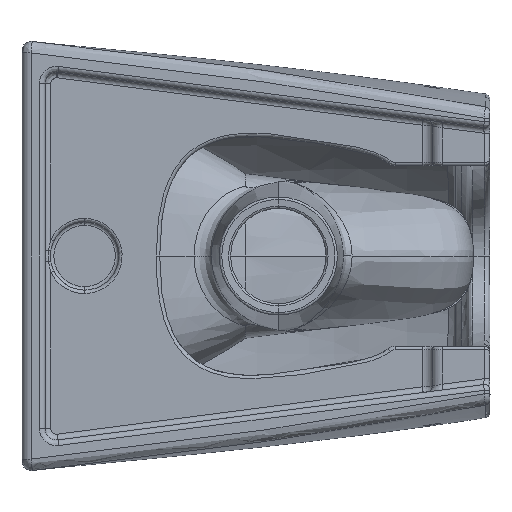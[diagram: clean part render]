
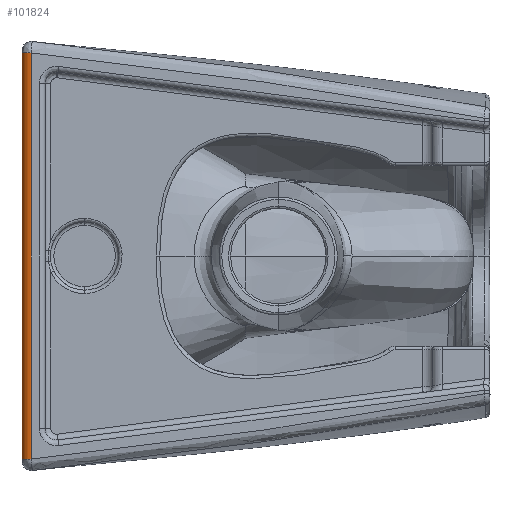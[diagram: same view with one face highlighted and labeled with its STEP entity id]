
A CAD part, left-side view. The second image highlights one B-rep face of the part: STEP entity #101824.
In plain terms, the highlighted cylindrical face has radius 8 mm (diameter 16 mm), a partial arc.
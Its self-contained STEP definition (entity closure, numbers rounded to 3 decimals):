
#5856 = VECTOR ( 'NONE', #37124, 1000. ) ;
#16855 = CARTESIAN_POINT ( 'NONE',  ( 9.65, 400., -356.19 ) ) ;
#23618 = ORIENTED_EDGE ( 'NONE', *, *, #25114, .T. ) ;
#23715 = LINE ( 'NONE', #49676, #5856 ) ;
#25114 = EDGE_CURVE ( 'NONE', #84205, #130023, #150122, .T. ) ;
#37124 = DIRECTION ( 'NONE',  ( 0., 0., 1. ) ) ;
#40385 = FACE_OUTER_BOUND ( 'NONE', #109513, .T. ) ;
#49676 = CARTESIAN_POINT ( 'NONE',  ( 1.65, 400., -2.11 ) ) ;
#50182 = AXIS2_PLACEMENT_3D ( 'NONE', #132524, #116638, #54587 ) ;
#51226 = VECTOR ( 'NONE', #66617, 1000. ) ;
#51652 = ORIENTED_EDGE ( 'NONE', *, *, #70025, .F. ) ;
#54587 = DIRECTION ( 'NONE',  ( 1., 0., 0. ) ) ;
#66617 = DIRECTION ( 'NONE',  ( 0., 0., 1. ) ) ;
#66654 = CARTESIAN_POINT ( 'NONE',  ( 9.65, 408., -2.11 ) ) ;
#67937 = DIRECTION ( 'NONE',  ( 0., 0., 1. ) ) ;
#67994 = DIRECTION ( 'NONE',  ( 0., 0., 1. ) ) ;
#70025 = EDGE_CURVE ( 'NONE', #84205, #152859, #79206, .T. ) ;
#77887 = AXIS2_PLACEMENT_3D ( 'NONE', #16855, #67937, #119070 ) ;
#78121 = CIRCLE ( 'NONE', #123572, 8. ) ;
#79206 = LINE ( 'NONE', #116927, #51226 ) ;
#82223 = DIRECTION ( 'NONE',  ( 1., 0., 0. ) ) ;
#83134 = EDGE_CURVE ( 'NONE', #152859, #86270, #78121, .T. ) ;
#84205 = VERTEX_POINT ( 'NONE', #122008 ) ;
#86270 = VERTEX_POINT ( 'NONE', #159406 ) ;
#87931 = ORIENTED_EDGE ( 'NONE', *, *, #83134, .F. ) ;
#101824 = ADVANCED_FACE ( 'NONE', ( #40385 ), #131696, .T. ) ;
#107382 = CARTESIAN_POINT ( 'NONE',  ( 9.65, 400., -2.11 ) ) ;
#109513 = EDGE_LOOP ( 'NONE', ( #87931, #51652, #23618, #124540 ) ) ;
#116638 = DIRECTION ( 'NONE',  ( 0., 0., 1. ) ) ;
#116927 = CARTESIAN_POINT ( 'NONE',  ( 9.65, 408., -358.301 ) ) ;
#119070 = DIRECTION ( 'NONE',  ( 1., 0., 0. ) ) ;
#122008 = CARTESIAN_POINT ( 'NONE',  ( 9.65, 408., -356.19 ) ) ;
#123572 = AXIS2_PLACEMENT_3D ( 'NONE', #107382, #67994, #82223 ) ;
#124540 = ORIENTED_EDGE ( 'NONE', *, *, #126840, .T. ) ;
#126840 = EDGE_CURVE ( 'NONE', #130023, #86270, #23715, .T. ) ;
#130023 = VERTEX_POINT ( 'NONE', #158171 ) ;
#131696 = CYLINDRICAL_SURFACE ( 'NONE', #50182, 8. ) ;
#132524 = CARTESIAN_POINT ( 'NONE',  ( 9.65, 400., -2.11 ) ) ;
#150122 = CIRCLE ( 'NONE', #77887, 8. ) ;
#152859 = VERTEX_POINT ( 'NONE', #66654 ) ;
#158171 = CARTESIAN_POINT ( 'NONE',  ( 1.65, 400., -356.19 ) ) ;
#159406 = CARTESIAN_POINT ( 'NONE',  ( 1.65, 400., -2.11 ) ) ;
